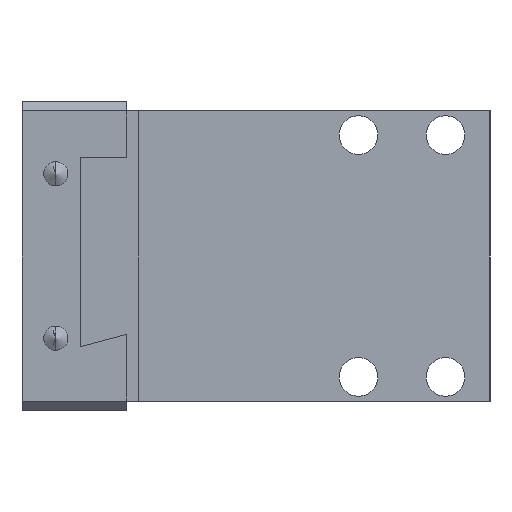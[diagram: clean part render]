
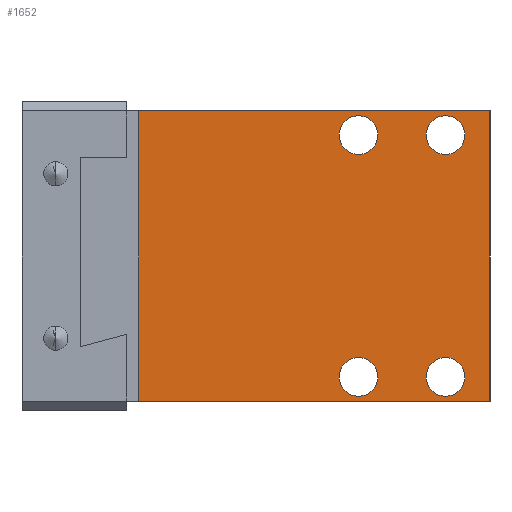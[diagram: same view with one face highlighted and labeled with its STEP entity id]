
A CAD part, left-side view. The second image highlights one B-rep face of the part: STEP entity #1652.
In plain terms, the highlighted planar face has unit normal (-1, 0, 0).
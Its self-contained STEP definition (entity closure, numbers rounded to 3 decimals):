
#10 = AXIS2_PLACEMENT_3D ( 'NONE', #1331, #2195, #64 ) ;
#31 = VECTOR ( 'NONE', #1318, 1000. ) ;
#35 = ORIENTED_EDGE ( 'NONE', *, *, #297, .T. ) ;
#36 = CARTESIAN_POINT ( 'NONE',  ( -5.185, -23.881, 0. ) ) ;
#42 = EDGE_CURVE ( 'NONE', #460, #2319, #1309, .T. ) ;
#50 = EDGE_LOOP ( 'NONE', ( #2217, #1395, #590, #1960 ) ) ;
#64 = DIRECTION ( 'NONE',  ( 0., 1., 0. ) ) ;
#76 = CARTESIAN_POINT ( 'NONE',  ( -5.185, -19.281, 2.5 ) ) ;
#96 = LINE ( 'NONE', #2603, #31 ) ;
#150 = CARTESIAN_POINT ( 'NONE',  ( -5.185, -23.881, 30. ) ) ;
#214 = AXIS2_PLACEMENT_3D ( 'NONE', #2244, #1214, #346 ) ;
#242 = EDGE_LOOP ( 'NONE', ( #676, #35 ) ) ;
#248 = VERTEX_POINT ( 'NONE', #1398 ) ;
#270 = ORIENTED_EDGE ( 'NONE', *, *, #1024, .T. ) ;
#278 = EDGE_CURVE ( 'NONE', #736, #460, #2065, .T. ) ;
#295 = CARTESIAN_POINT ( 'NONE',  ( -5.185, -12.281, 27.5 ) ) ;
#297 = EDGE_CURVE ( 'NONE', #2570, #1818, #976, .T. ) ;
#346 = DIRECTION ( 'NONE',  ( 0., 1., 0. ) ) ;
#350 = CARTESIAN_POINT ( 'NONE',  ( -5.185, -19.281, 2.5 ) ) ;
#384 = ORIENTED_EDGE ( 'NONE', *, *, #2121, .T. ) ;
#460 = VERTEX_POINT ( 'NONE', #2304 ) ;
#484 = DIRECTION ( 'NONE',  ( 0., 1., 0. ) ) ;
#495 = DIRECTION ( 'NONE',  ( 1., 0., 0. ) ) ;
#523 = CARTESIAN_POINT ( 'NONE',  ( -5.185, 12.419, 30. ) ) ;
#534 = LINE ( 'NONE', #150, #2455 ) ;
#577 = VECTOR ( 'NONE', #2674, 1000. ) ;
#590 = ORIENTED_EDGE ( 'NONE', *, *, #1145, .F. ) ;
#604 = DIRECTION ( 'NONE',  ( 1., 0., 0. ) ) ;
#676 = ORIENTED_EDGE ( 'NONE', *, *, #2522, .T. ) ;
#736 = VERTEX_POINT ( 'NONE', #523 ) ;
#781 = CARTESIAN_POINT ( 'NONE',  ( -5.185, -17.281, 27.5 ) ) ;
#792 = EDGE_LOOP ( 'NONE', ( #270, #820 ) ) ;
#815 = VERTEX_POINT ( 'NONE', #2701 ) ;
#818 = DIRECTION ( 'NONE',  ( 0., 1., 0. ) ) ;
#820 = ORIENTED_EDGE ( 'NONE', *, *, #940, .T. ) ;
#822 = CARTESIAN_POINT ( 'NONE',  ( -5.185, -19.281, 27.5 ) ) ;
#863 = VERTEX_POINT ( 'NONE', #781 ) ;
#921 = AXIS2_PLACEMENT_3D ( 'NONE', #350, #2048, #2230 ) ;
#940 = EDGE_CURVE ( 'NONE', #2527, #1745, #1334, .T. ) ;
#973 = CIRCLE ( 'NONE', #2321, 2. ) ;
#976 = CIRCLE ( 'NONE', #921, 2. ) ;
#999 = AXIS2_PLACEMENT_3D ( 'NONE', #1576, #2190, #484 ) ;
#1024 = EDGE_CURVE ( 'NONE', #1745, #2527, #973, .T. ) ;
#1036 = EDGE_CURVE ( 'NONE', #248, #2486, #1844, .T. ) ;
#1037 = CIRCLE ( 'NONE', #2533, 2. ) ;
#1052 = CARTESIAN_POINT ( 'NONE',  ( -5.185, -19.281, 27.5 ) ) ;
#1111 = EDGE_LOOP ( 'NONE', ( #2148, #2503 ) ) ;
#1145 = EDGE_CURVE ( 'NONE', #736, #815, #96, .T. ) ;
#1179 = CARTESIAN_POINT ( 'NONE',  ( -5.185, -17.281, 2.5 ) ) ;
#1209 = CARTESIAN_POINT ( 'NONE',  ( -5.185, 12.419, 30. ) ) ;
#1214 = DIRECTION ( 'NONE',  ( 1., 0., 0. ) ) ;
#1239 = FACE_BOUND ( 'NONE', #792, .T. ) ;
#1289 = EDGE_CURVE ( 'NONE', #2486, #248, #1332, .T. ) ;
#1309 = LINE ( 'NONE', #36, #1937 ) ;
#1318 = DIRECTION ( 'NONE',  ( 0., -1., 0. ) ) ;
#1331 = CARTESIAN_POINT ( 'NONE',  ( -5.185, -23.881, 30. ) ) ;
#1332 = CIRCLE ( 'NONE', #214, 2. ) ;
#1334 = CIRCLE ( 'NONE', #2636, 2. ) ;
#1349 = CARTESIAN_POINT ( 'NONE',  ( -5.185, -12.281, 2.5 ) ) ;
#1351 = EDGE_CURVE ( 'NONE', #815, #2319, #534, .T. ) ;
#1395 = ORIENTED_EDGE ( 'NONE', *, *, #1351, .F. ) ;
#1398 = CARTESIAN_POINT ( 'NONE',  ( -5.185, -8.281, 27.5 ) ) ;
#1416 = ORIENTED_EDGE ( 'NONE', *, *, #1423, .T. ) ;
#1423 = EDGE_CURVE ( 'NONE', #863, #1672, #2651, .T. ) ;
#1448 = AXIS2_PLACEMENT_3D ( 'NONE', #76, #2166, #1789 ) ;
#1452 = CARTESIAN_POINT ( 'NONE',  ( -5.185, -23.881, 0. ) ) ;
#1487 = DIRECTION ( 'NONE',  ( 0., 1., 0. ) ) ;
#1576 = CARTESIAN_POINT ( 'NONE',  ( -5.185, -10.281, 27.5 ) ) ;
#1652 = ADVANCED_FACE ( 'NONE', ( #2056, #1239, #2288, #1707, #2186 ), #2586, .F. ) ;
#1672 = VERTEX_POINT ( 'NONE', #1998 ) ;
#1675 = DIRECTION ( 'NONE',  ( 1., 0., 0. ) ) ;
#1682 = CARTESIAN_POINT ( 'NONE',  ( -5.185, -10.281, 2.5 ) ) ;
#1707 = FACE_BOUND ( 'NONE', #1111, .T. ) ;
#1731 = DIRECTION ( 'NONE',  ( 0., -1., 0. ) ) ;
#1745 = VERTEX_POINT ( 'NONE', #1759 ) ;
#1759 = CARTESIAN_POINT ( 'NONE',  ( -5.185, -8.281, 2.5 ) ) ;
#1789 = DIRECTION ( 'NONE',  ( 0., 1., 0. ) ) ;
#1790 = AXIS2_PLACEMENT_3D ( 'NONE', #1052, #604, #1487 ) ;
#1818 = VERTEX_POINT ( 'NONE', #1179 ) ;
#1844 = CIRCLE ( 'NONE', #999, 2. ) ;
#1937 = VECTOR ( 'NONE', #1731, 1000. ) ;
#1960 = ORIENTED_EDGE ( 'NONE', *, *, #278, .T. ) ;
#1973 = EDGE_LOOP ( 'NONE', ( #1416, #384 ) ) ;
#1975 = DIRECTION ( 'NONE',  ( 0., 1., 0. ) ) ;
#1998 = CARTESIAN_POINT ( 'NONE',  ( -5.185, -21.281, 27.5 ) ) ;
#2036 = DIRECTION ( 'NONE',  ( 0., 0., -1. ) ) ;
#2048 = DIRECTION ( 'NONE',  ( 1., 0., 0. ) ) ;
#2056 = FACE_BOUND ( 'NONE', #242, .T. ) ;
#2065 = LINE ( 'NONE', #1209, #577 ) ;
#2081 = CIRCLE ( 'NONE', #1448, 2. ) ;
#2121 = EDGE_CURVE ( 'NONE', #1672, #863, #1037, .T. ) ;
#2148 = ORIENTED_EDGE ( 'NONE', *, *, #1036, .T. ) ;
#2166 = DIRECTION ( 'NONE',  ( 1., 0., 0. ) ) ;
#2186 = FACE_OUTER_BOUND ( 'NONE', #50, .T. ) ;
#2190 = DIRECTION ( 'NONE',  ( 1., 0., 0. ) ) ;
#2195 = DIRECTION ( 'NONE',  ( 1., 0., 0. ) ) ;
#2203 = DIRECTION ( 'NONE',  ( 0., 1., 0. ) ) ;
#2217 = ORIENTED_EDGE ( 'NONE', *, *, #42, .T. ) ;
#2230 = DIRECTION ( 'NONE',  ( 0., 1., 0. ) ) ;
#2244 = CARTESIAN_POINT ( 'NONE',  ( -5.185, -10.281, 27.5 ) ) ;
#2288 = FACE_BOUND ( 'NONE', #1973, .T. ) ;
#2304 = CARTESIAN_POINT ( 'NONE',  ( -5.185, 12.419, 0. ) ) ;
#2319 = VERTEX_POINT ( 'NONE', #1452 ) ;
#2321 = AXIS2_PLACEMENT_3D ( 'NONE', #1682, #495, #1975 ) ;
#2393 = CARTESIAN_POINT ( 'NONE',  ( -5.185, -21.281, 2.5 ) ) ;
#2455 = VECTOR ( 'NONE', #2036, 1000. ) ;
#2486 = VERTEX_POINT ( 'NONE', #295 ) ;
#2503 = ORIENTED_EDGE ( 'NONE', *, *, #1289, .T. ) ;
#2522 = EDGE_CURVE ( 'NONE', #1818, #2570, #2081, .T. ) ;
#2527 = VERTEX_POINT ( 'NONE', #1349 ) ;
#2533 = AXIS2_PLACEMENT_3D ( 'NONE', #822, #2613, #2203 ) ;
#2569 = CARTESIAN_POINT ( 'NONE',  ( -5.185, -10.281, 2.5 ) ) ;
#2570 = VERTEX_POINT ( 'NONE', #2393 ) ;
#2586 = PLANE ( 'NONE',  #10 ) ;
#2603 = CARTESIAN_POINT ( 'NONE',  ( -5.185, -23.881, 30. ) ) ;
#2613 = DIRECTION ( 'NONE',  ( 1., 0., 0. ) ) ;
#2636 = AXIS2_PLACEMENT_3D ( 'NONE', #2569, #1675, #818 ) ;
#2651 = CIRCLE ( 'NONE', #1790, 2. ) ;
#2674 = DIRECTION ( 'NONE',  ( 0., 0., -1. ) ) ;
#2701 = CARTESIAN_POINT ( 'NONE',  ( -5.185, -23.881, 30. ) ) ;
